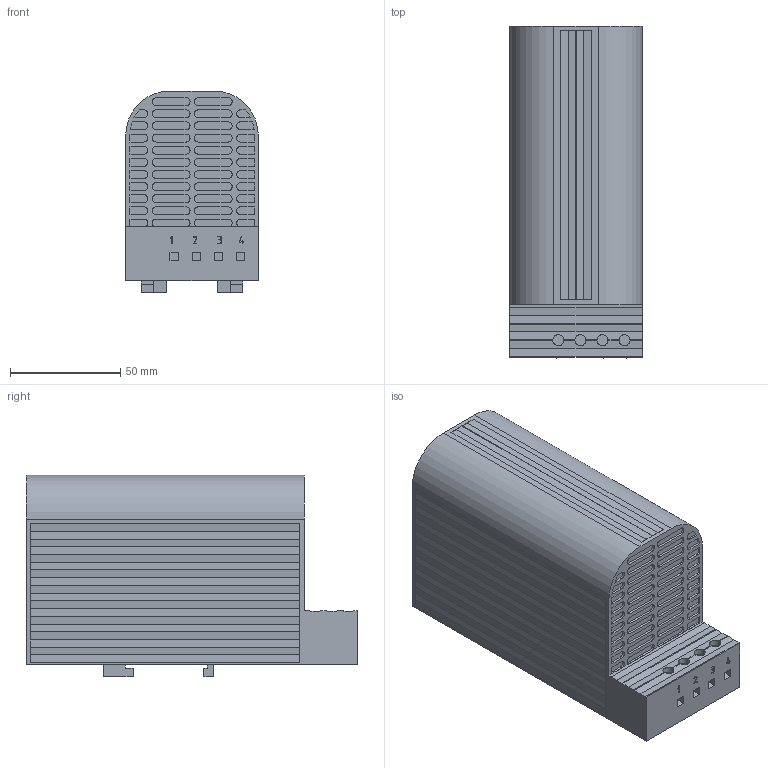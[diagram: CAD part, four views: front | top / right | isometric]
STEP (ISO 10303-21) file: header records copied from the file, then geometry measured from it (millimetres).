
FILE_DESCRIPTION (( 'STEP AP214' ), '1' );
FILE_NAME ('3186-0150-02-00.STEP', '2021-12-08T07:08:45', ( '' ), ( '' ), 'SwSTEP 2.0', 'SolidWorks 2019', '' );
FILE_SCHEMA (( 'AUTOMOTIVE_DESIGN' ));
Length unit declared in the file: millimetre
Products named in the file (1): 3186-0150-02-00
Bounding box: 60 x 150.3 x 91.5 mm (x, y, z)
Volume: 657257.8 mm3; surface area: 53206.1 mm2
Topology: 1 solids, 1 shells, 797 faces, 1977 edges, 1294 vertices
Faces by surface type: plane 556, cylinder 182, bspline 59
Entity records: 24637 total; most frequent: CARTESIAN_POINT 5724, ORIENTED_EDGE 3954, DIRECTION 3695, EDGE_CURVE 1977, LINE 1469, VECTOR 1469, VERTEX_POINT 1294, AXIS2_PLACEMENT_3D 1113
